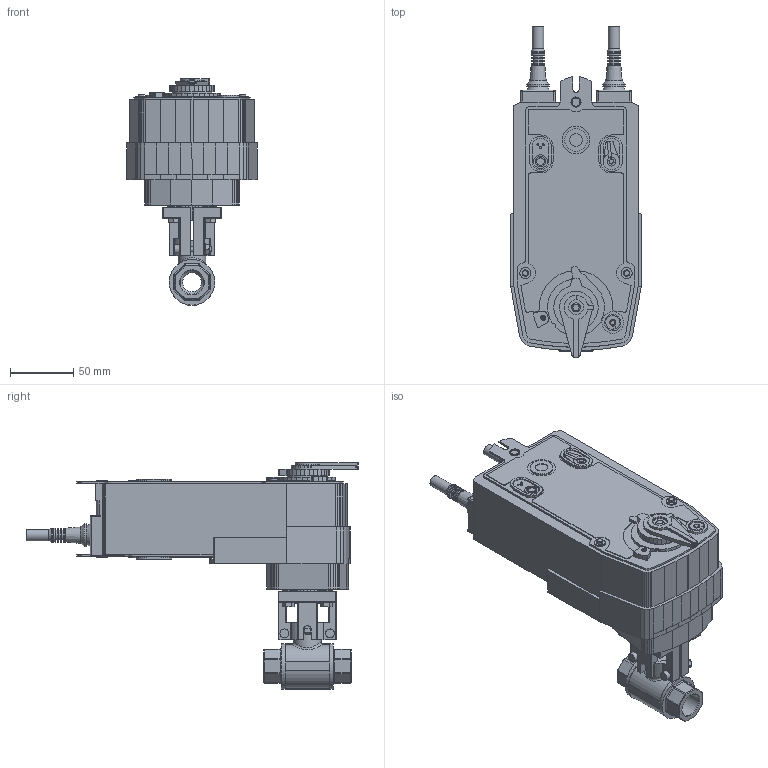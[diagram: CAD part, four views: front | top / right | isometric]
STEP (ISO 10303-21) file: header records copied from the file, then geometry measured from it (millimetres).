
FILE_DESCRIPTION(/* description */ ('Unknown'),/* implementation_level */ '2;1');
FILE_NAME(/* name */ 'SFR2 0852-04',/* time_stamp */ '2022-10-20T10:13:30+02:00',/* author */ ('Unknown'),/* organization */ ('Unknown'),/* preprocessor_version */ 'ST-DEVELOPER v16.7',/* originating_system */ 'Solid Edge',/* authorisation */ 'Unknown');
FILE_SCHEMA (('AUTOMOTIVE_DESIGN {1 0 10303 214 3 1 1}'));
Products named in the file (15): SRF24A-S2-5-2.852.015; Befestigungsflansch F03_F04; 2.852.015; SRF230A-S2-5_3D; 6; 5; 3; 2; 7; 4; 1; DIN912M4x25; DIN126-M4; DIN934_M4; DIN558 M5x20
Assembly tree (21 placements, depth 3):
  SRF24A-S2-5-2.852.015
    Befestigungsflansch F03_F04  x2
    2.852.015
    SRF230A-S2-5_3D
      6
      5
      3
      2
      7
      4
      1
    DIN912M4x25  x2
    DIN126-M4  x2
    DIN934_M4  x2
    DIN558 M5x20  x4
Bounding box: 103 x 261.96 x 178.55 mm (x, y, z)
Volume: 1354408.2 mm3; surface area: 153049.3 mm2
Topology: 20 solids, 20 shells, 2694 faces, 7533 edges, 4933 vertices
Faces by surface type: plane 2419, cylinder 201, cone 41, bspline 17, sphere 16
Full cylindrical faces by diameter (mm): 1 x1, 1.6 x8, 2 x1, 3.242 x2, 4 x8, 4.5 x2, 5 x9, 5.3 x4, 6 x1, 6.4 x2, 7 x4, 8 x13, 8.6 x2, 9 x4, 10 x2, 11 x12, 15 x1, 17 x1, 18 x4, 18.631 x2, 22 x1, 24.6 x1, 30.154 x1, 32 x1, 35 x1, 36 x2
Entity records: 99139 total; most frequent: CARTESIAN_POINT 15301, ORIENTED_EDGE 14186, DIRECTION 12597, EDGE_CURVE 7093, LINE 6573, VECTOR 6573, VERTEX_POINT 4730, AXIS2_PLACEMENT_3D 3012
